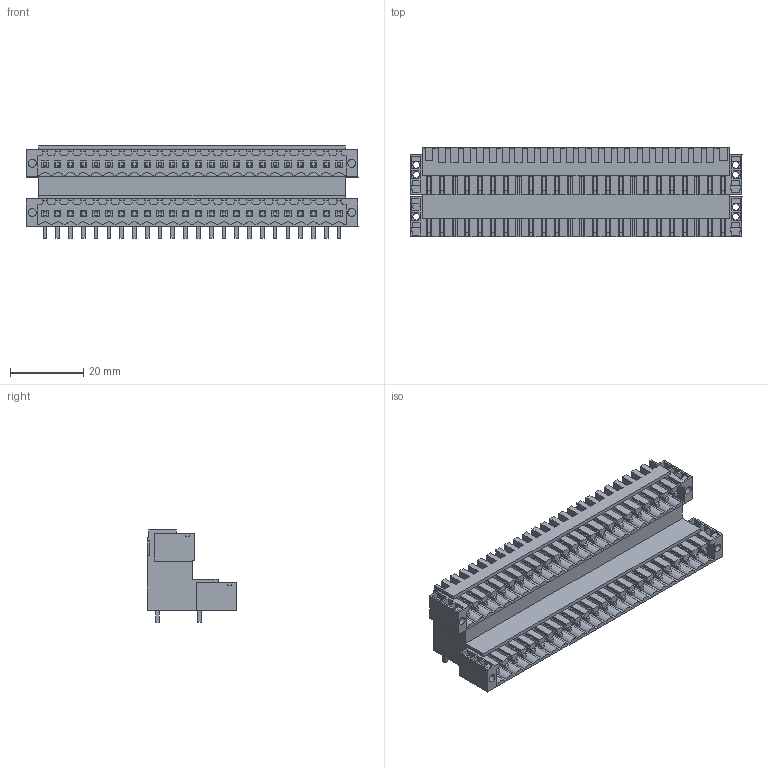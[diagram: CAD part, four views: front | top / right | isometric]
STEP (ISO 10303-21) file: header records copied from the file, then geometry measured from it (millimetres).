
FILE_DESCRIPTION(('CATIA V5 STEP Exchange','CAx-IF Rec.Pracs.--- Model Styling and Organization---1.4--- 2014-01-23'),'2;1');
FILE_NAME ('D1454196_2_1642480000_1642480000.stp','2022-07-28T10:59:47+00:00',('none'),('Weidmueller'),'CATIA Version 5-6 Release 2016 SP3 HF44','CATIA V5 STEP AP214','none');
FILE_SCHEMA(('AUTOMOTIVE_DESIGN { 1 0 10303 214 1 1 1 1 }'));
Products named in the file (1): 1642480000
Bounding box: 90.9 x 24.55 x 25.2 mm (x, y, z)
Volume: 19921.8 mm3; surface area: 25179.6 mm2
Topology: 49 solids, 49 shells, 2725 faces, 7445 edges, 4902 vertices
Faces by surface type: plane 2450, cylinder 275
Entity records: 76803 total; most frequent: ORIENTED_EDGE 14830, CARTESIAN_POINT 14442, DIRECTION 9499, EDGE_CURVE 7415, VECTOR 6852, LINE 6852, VERTEX_POINT 4887, EDGE_LOOP 2956
